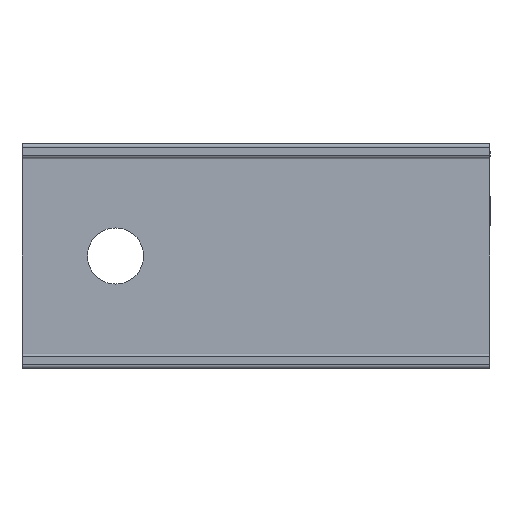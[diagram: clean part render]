
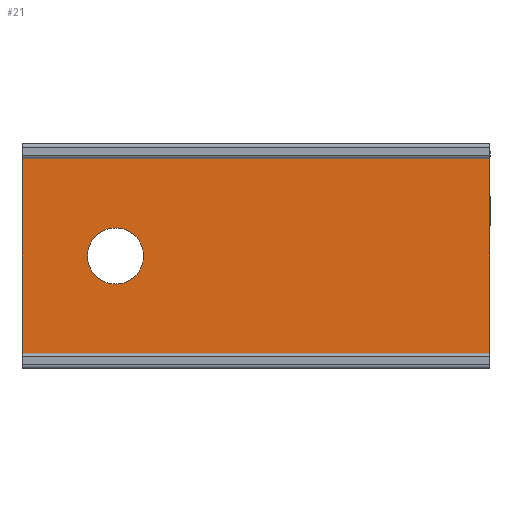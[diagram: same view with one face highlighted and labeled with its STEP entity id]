
A CAD part, front view. The second image highlights one B-rep face of the part: STEP entity #21.
In plain terms, the highlighted planar face has unit normal (0, -1, 0).
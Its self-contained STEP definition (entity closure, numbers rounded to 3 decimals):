
#19 = CARTESIAN_POINT ( 'NONE',  ( -12.5, 1.5, 5.2 ) ) ;
#21 = ADVANCED_FACE ( 'NONE', ( #814, #1115 ), #975, .F. ) ;
#119 = EDGE_LOOP ( 'NONE', ( #400, #983 ) ) ;
#122 = LINE ( 'NONE', #19, #1491 ) ;
#138 = ORIENTED_EDGE ( 'NONE', *, *, #1362, .T. ) ;
#143 = EDGE_CURVE ( 'NONE', #1287, #379, #1299, .T. ) ;
#153 = CARTESIAN_POINT ( 'NONE',  ( -12.5, 1.5, -5.2 ) ) ;
#188 = CIRCLE ( 'NONE', #1561, 1.5 ) ;
#208 = ORIENTED_EDGE ( 'NONE', *, *, #955, .T. ) ;
#264 = DIRECTION ( 'NONE',  ( -1., 0., 0. ) ) ;
#283 = CARTESIAN_POINT ( 'NONE',  ( -7.5, 1.5, 1.5 ) ) ;
#345 = VECTOR ( 'NONE', #586, 1000. ) ;
#347 = CARTESIAN_POINT ( 'NONE',  ( -12.5, 1.5, 5.2 ) ) ;
#379 = VERTEX_POINT ( 'NONE', #283 ) ;
#400 = ORIENTED_EDGE ( 'NONE', *, *, #843, .F. ) ;
#449 = DIRECTION ( 'NONE',  ( 0., 0., 1. ) ) ;
#453 = DIRECTION ( 'NONE',  ( 1., 0., 0. ) ) ;
#467 = LINE ( 'NONE', #1134, #345 ) ;
#501 = CARTESIAN_POINT ( 'NONE',  ( -7.5, 1.5, -1.5 ) ) ;
#545 = CARTESIAN_POINT ( 'NONE',  ( -7.5, 1.5, 0. ) ) ;
#586 = DIRECTION ( 'NONE',  ( 0., 0., -1. ) ) ;
#605 = VERTEX_POINT ( 'NONE', #347 ) ;
#606 = LINE ( 'NONE', #634, #1448 ) ;
#634 = CARTESIAN_POINT ( 'NONE',  ( 12.5, 1.5, -5.2 ) ) ;
#696 = DIRECTION ( 'NONE',  ( 0., 1., 0. ) ) ;
#712 = VERTEX_POINT ( 'NONE', #1007 ) ;
#722 = EDGE_LOOP ( 'NONE', ( #1019, #138, #1463, #208 ) ) ;
#803 = CARTESIAN_POINT ( 'NONE',  ( -7.5, 1.5, 0. ) ) ;
#814 = FACE_BOUND ( 'NONE', #119, .T. ) ;
#843 = EDGE_CURVE ( 'NONE', #379, #1287, #188, .T. ) ;
#955 = EDGE_CURVE ( 'NONE', #1465, #984, #1649, .T. ) ;
#975 = PLANE ( 'NONE',  #1537 ) ;
#983 = ORIENTED_EDGE ( 'NONE', *, *, #143, .F. ) ;
#984 = VERTEX_POINT ( 'NONE', #1243 ) ;
#1007 = CARTESIAN_POINT ( 'NONE',  ( 12.5, 1.5, 5.2 ) ) ;
#1019 = ORIENTED_EDGE ( 'NONE', *, *, #1221, .T. ) ;
#1077 = DIRECTION ( 'NONE',  ( 0., -1., 0. ) ) ;
#1109 = VECTOR ( 'NONE', #453, 1000. ) ;
#1115 = FACE_OUTER_BOUND ( 'NONE', #722, .T. ) ;
#1134 = CARTESIAN_POINT ( 'NONE',  ( -12.5, 1.5, -5.2 ) ) ;
#1139 = DIRECTION ( 'NONE',  ( 0., 0., 1. ) ) ;
#1207 = DIRECTION ( 'NONE',  ( 0., 0., 1. ) ) ;
#1218 = DIRECTION ( 'NONE',  ( 0., -1., 0. ) ) ;
#1221 = EDGE_CURVE ( 'NONE', #984, #712, #606, .T. ) ;
#1243 = CARTESIAN_POINT ( 'NONE',  ( 12.5, 1.5, -5.2 ) ) ;
#1287 = VERTEX_POINT ( 'NONE', #501 ) ;
#1299 = CIRCLE ( 'NONE', #1524, 1.5 ) ;
#1328 = CARTESIAN_POINT ( 'NONE',  ( -12.5, 1.5, -5.2 ) ) ;
#1362 = EDGE_CURVE ( 'NONE', #712, #605, #122, .T. ) ;
#1448 = VECTOR ( 'NONE', #1139, 1000. ) ;
#1463 = ORIENTED_EDGE ( 'NONE', *, *, #1532, .T. ) ;
#1465 = VERTEX_POINT ( 'NONE', #1328 ) ;
#1491 = VECTOR ( 'NONE', #264, 1000. ) ;
#1524 = AXIS2_PLACEMENT_3D ( 'NONE', #545, #1077, #1617 ) ;
#1532 = EDGE_CURVE ( 'NONE', #605, #1465, #467, .T. ) ;
#1537 = AXIS2_PLACEMENT_3D ( 'NONE', #1652, #696, #449 ) ;
#1561 = AXIS2_PLACEMENT_3D ( 'NONE', #803, #1218, #1207 ) ;
#1617 = DIRECTION ( 'NONE',  ( 0., 0., 1. ) ) ;
#1649 = LINE ( 'NONE', #153, #1109 ) ;
#1652 = CARTESIAN_POINT ( 'NONE',  ( 0., 1.5, 0. ) ) ;
